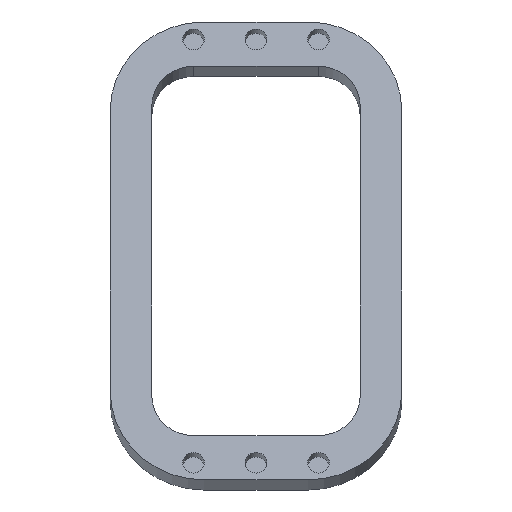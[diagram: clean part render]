
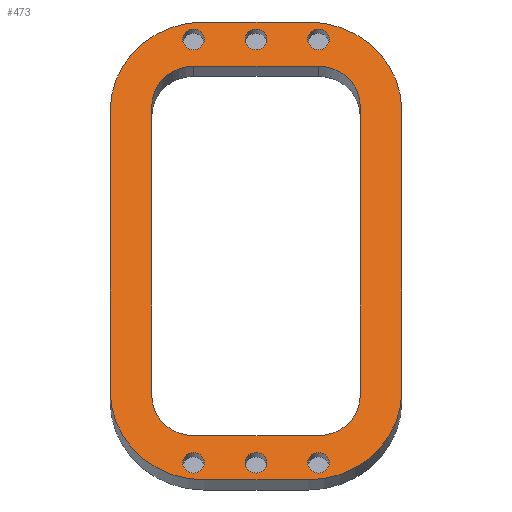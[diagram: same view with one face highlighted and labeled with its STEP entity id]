
A CAD part, front view. The second image highlights one B-rep face of the part: STEP entity #473.
In plain terms, the highlighted planar face has unit normal (0, -0.946, 0.326).
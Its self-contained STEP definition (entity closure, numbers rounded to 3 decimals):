
#16=FACE_BOUND('',#77,.T.);
#17=FACE_BOUND('',#78,.T.);
#18=FACE_BOUND('',#79,.T.);
#19=FACE_BOUND('',#80,.T.);
#20=FACE_BOUND('',#81,.T.);
#21=FACE_BOUND('',#82,.T.);
#22=FACE_BOUND('',#83,.T.);
#27=PLANE('',#527);
#45=FACE_OUTER_BOUND('',#76,.T.);
#76=EDGE_LOOP('',(#357,#358,#359,#360,#361,#362,#363,#364));
#77=EDGE_LOOP('',(#365,#366,#367,#368,#369,#370,#371,#372));
#78=EDGE_LOOP('',(#373));
#79=EDGE_LOOP('',(#374));
#80=EDGE_LOOP('',(#375));
#81=EDGE_LOOP('',(#376));
#82=EDGE_LOOP('',(#377));
#83=EDGE_LOOP('',(#378));
#111=LINE('',#740,#149);
#115=LINE('',#752,#153);
#116=LINE('',#755,#154);
#124=LINE('',#786,#162);
#125=LINE('',#790,#163);
#126=LINE('',#794,#164);
#127=LINE('',#797,#165);
#128=LINE('',#801,#166);
#149=VECTOR('',#583,10.);
#153=VECTOR('',#595,10.);
#154=VECTOR('',#598,10.);
#162=VECTOR('',#624,10.);
#163=VECTOR('',#627,10.);
#164=VECTOR('',#630,10.);
#165=VECTOR('',#633,10.);
#166=VECTOR('',#636,10.);
#183=CIRCLE('',#512,4.);
#186=CIRCLE('',#517,4.);
#193=CIRCLE('',#528,9.);
#194=CIRCLE('',#529,9.);
#195=CIRCLE('',#530,9.);
#196=CIRCLE('',#531,9.);
#197=CIRCLE('',#532,4.);
#198=CIRCLE('',#533,4.);
#199=CIRCLE('',#534,1.05);
#200=CIRCLE('',#535,1.05);
#201=CIRCLE('',#536,1.05);
#202=CIRCLE('',#537,1.05);
#203=CIRCLE('',#538,1.05);
#204=CIRCLE('',#539,1.05);
#211=VERTEX_POINT('',#727);
#212=VERTEX_POINT('',#728);
#216=VERTEX_POINT('',#738);
#218=VERTEX_POINT('',#744);
#220=VERTEX_POINT('',#750);
#221=VERTEX_POINT('',#754);
#233=VERTEX_POINT('',#782);
#234=VERTEX_POINT('',#783);
#235=VERTEX_POINT('',#785);
#236=VERTEX_POINT('',#787);
#237=VERTEX_POINT('',#789);
#238=VERTEX_POINT('',#791);
#239=VERTEX_POINT('',#793);
#240=VERTEX_POINT('',#795);
#241=VERTEX_POINT('',#798);
#242=VERTEX_POINT('',#800);
#243=VERTEX_POINT('',#803);
#244=VERTEX_POINT('',#805);
#245=VERTEX_POINT('',#807);
#246=VERTEX_POINT('',#809);
#247=VERTEX_POINT('',#811);
#248=VERTEX_POINT('',#813);
#255=EDGE_CURVE('',#211,#212,#183,.T.);
#261=EDGE_CURVE('',#212,#216,#111,.F.);
#264=EDGE_CURVE('',#216,#218,#186,.T.);
#267=EDGE_CURVE('',#218,#220,#115,.F.);
#268=EDGE_CURVE('',#221,#211,#116,.F.);
#282=EDGE_CURVE('',#233,#234,#193,.T.);
#283=EDGE_CURVE('',#233,#235,#124,.F.);
#284=EDGE_CURVE('',#236,#235,#194,.T.);
#285=EDGE_CURVE('',#236,#237,#125,.F.);
#286=EDGE_CURVE('',#238,#237,#195,.T.);
#287=EDGE_CURVE('',#238,#239,#126,.F.);
#288=EDGE_CURVE('',#240,#239,#196,.T.);
#289=EDGE_CURVE('',#240,#234,#127,.F.);
#290=EDGE_CURVE('',#220,#241,#197,.T.);
#291=EDGE_CURVE('',#241,#242,#128,.F.);
#292=EDGE_CURVE('',#242,#221,#198,.T.);
#293=EDGE_CURVE('',#243,#243,#199,.T.);
#294=EDGE_CURVE('',#244,#244,#200,.T.);
#295=EDGE_CURVE('',#245,#245,#201,.T.);
#296=EDGE_CURVE('',#246,#246,#202,.T.);
#297=EDGE_CURVE('',#247,#247,#203,.T.);
#298=EDGE_CURVE('',#248,#248,#204,.T.);
#357=ORIENTED_EDGE('',*,*,#282,.F.);
#358=ORIENTED_EDGE('',*,*,#283,.T.);
#359=ORIENTED_EDGE('',*,*,#284,.F.);
#360=ORIENTED_EDGE('',*,*,#285,.T.);
#361=ORIENTED_EDGE('',*,*,#286,.F.);
#362=ORIENTED_EDGE('',*,*,#287,.T.);
#363=ORIENTED_EDGE('',*,*,#288,.F.);
#364=ORIENTED_EDGE('',*,*,#289,.T.);
#365=ORIENTED_EDGE('',*,*,#268,.T.);
#366=ORIENTED_EDGE('',*,*,#255,.T.);
#367=ORIENTED_EDGE('',*,*,#261,.T.);
#368=ORIENTED_EDGE('',*,*,#264,.T.);
#369=ORIENTED_EDGE('',*,*,#267,.T.);
#370=ORIENTED_EDGE('',*,*,#290,.T.);
#371=ORIENTED_EDGE('',*,*,#291,.T.);
#372=ORIENTED_EDGE('',*,*,#292,.T.);
#373=ORIENTED_EDGE('',*,*,#293,.F.);
#374=ORIENTED_EDGE('',*,*,#294,.F.);
#375=ORIENTED_EDGE('',*,*,#295,.F.);
#376=ORIENTED_EDGE('',*,*,#296,.F.);
#377=ORIENTED_EDGE('',*,*,#297,.F.);
#378=ORIENTED_EDGE('',*,*,#298,.F.);
#473=ADVANCED_FACE('',(#45,#16,#17,#18,#19,#20,#21,#22),#27,.T.);
#512=AXIS2_PLACEMENT_3D('',#729,#573,#574);
#517=AXIS2_PLACEMENT_3D('',#746,#589,#590);
#527=AXIS2_PLACEMENT_3D('',#781,#620,#621);
#528=AXIS2_PLACEMENT_3D('',#784,#622,#623);
#529=AXIS2_PLACEMENT_3D('',#788,#625,#626);
#530=AXIS2_PLACEMENT_3D('',#792,#628,#629);
#531=AXIS2_PLACEMENT_3D('',#796,#631,#632);
#532=AXIS2_PLACEMENT_3D('',#799,#634,#635);
#533=AXIS2_PLACEMENT_3D('',#802,#637,#638);
#534=AXIS2_PLACEMENT_3D('',#804,#639,#640);
#535=AXIS2_PLACEMENT_3D('',#806,#641,#642);
#536=AXIS2_PLACEMENT_3D('',#808,#643,#644);
#537=AXIS2_PLACEMENT_3D('',#810,#645,#646);
#538=AXIS2_PLACEMENT_3D('',#812,#647,#648);
#539=AXIS2_PLACEMENT_3D('',#814,#649,#650);
#573=DIRECTION('center_axis',(0.,0.946,-0.326));
#574=DIRECTION('ref_axis',(0.707,0.23,0.669));
#583=DIRECTION('',(0.,0.326,0.946));
#589=DIRECTION('center_axis',(0.,0.946,-0.326));
#590=DIRECTION('ref_axis',(0.707,-0.23,-0.669));
#595=DIRECTION('',(1.,0.,0.));
#598=DIRECTION('',(-1.,0.,0.));
#620=DIRECTION('center_axis',(0.,-0.946,
0.326));
#621=DIRECTION('ref_axis',(0.,0.326,0.946));
#622=DIRECTION('center_axis',(0.,0.946,-0.326));
#623=DIRECTION('ref_axis',(0.707,-0.23,-0.669));
#624=DIRECTION('',(0.,-0.326,-0.946));
#625=DIRECTION('center_axis',(0.,0.946,-0.326));
#626=DIRECTION('ref_axis',(0.707,0.23,0.669));
#627=DIRECTION('',(1.,0.,0.));
#628=DIRECTION('center_axis',(0.,0.946,-0.326));
#629=DIRECTION('ref_axis',(-0.707,0.23,0.669));
#630=DIRECTION('',(0.,0.326,0.946));
#631=DIRECTION('center_axis',(0.,0.946,-0.326));
#632=DIRECTION('ref_axis',(-0.707,-0.23,-0.669));
#633=DIRECTION('',(-1.,0.,0.));
#634=DIRECTION('center_axis',(0.,0.946,-0.326));
#635=DIRECTION('ref_axis',(-0.707,-0.23,-0.669));
#636=DIRECTION('',(0.,-0.326,-0.946));
#637=DIRECTION('center_axis',(0.,0.946,-0.326));
#638=DIRECTION('ref_axis',(-0.707,0.23,0.669));
#639=DIRECTION('center_axis',(0.,-0.946,
0.326));
#640=DIRECTION('ref_axis',(1.,0.,0.));
#641=DIRECTION('center_axis',(0.,-0.946,
0.326));
#642=DIRECTION('ref_axis',(1.,0.,0.));
#643=DIRECTION('center_axis',(0.,-0.946,
0.326));
#644=DIRECTION('ref_axis',(1.,0.,0.));
#645=DIRECTION('center_axis',(0.,-0.946,
0.326));
#646=DIRECTION('ref_axis',(1.,0.,0.));
#647=DIRECTION('center_axis',(0.,-0.946,
0.326));
#648=DIRECTION('ref_axis',(1.,0.,0.));
#649=DIRECTION('center_axis',(0.,-0.946,
0.326));
#650=DIRECTION('ref_axis',(1.,0.,0.));
#727=CARTESIAN_POINT('',(-103.753,48.782,312.082));
#728=CARTESIAN_POINT('',(-99.753,47.479,308.3));
#729=CARTESIAN_POINT('Origin',(-103.753,47.479,308.3));
#738=CARTESIAN_POINT('',(-99.753,37.875,280.407));
#740=CARTESIAN_POINT('',(-99.753,45.241,301.799));
#744=CARTESIAN_POINT('',(-103.753,36.573,276.625));
#746=CARTESIAN_POINT('Origin',(-103.753,37.875,280.407));
#750=CARTESIAN_POINT('',(-115.753,36.573,276.625));
#752=CARTESIAN_POINT('',(-106.003,36.573,276.625));
#754=CARTESIAN_POINT('',(-115.753,48.782,312.082));
#755=CARTESIAN_POINT('',(-113.503,48.782,312.082));
#781=CARTESIAN_POINT('Origin',(-109.753,42.677,294.353));
#782=CARTESIAN_POINT('',(-95.753,38.038,280.88));
#783=CARTESIAN_POINT('',(-104.753,35.108,272.37));
#784=CARTESIAN_POINT('Origin',(-104.753,38.038,280.88));
#785=CARTESIAN_POINT('',(-95.753,47.317,307.827));
#786=CARTESIAN_POINT('',(-95.753,45.241,301.799));
#787=CARTESIAN_POINT('',(-104.753,50.247,316.337));
#788=CARTESIAN_POINT('Origin',(-104.753,47.317,307.827));
#789=CARTESIAN_POINT('',(-114.753,50.247,316.337));
#790=CARTESIAN_POINT('',(-113.503,50.247,316.337));
#791=CARTESIAN_POINT('',(-123.753,47.317,307.827));
#792=CARTESIAN_POINT('Origin',(-114.753,47.317,307.827));
#793=CARTESIAN_POINT('',(-123.753,38.038,280.88));
#794=CARTESIAN_POINT('',(-123.753,40.113,286.907));
#795=CARTESIAN_POINT('',(-114.753,35.108,272.37));
#796=CARTESIAN_POINT('Origin',(-114.753,38.038,280.88));
#797=CARTESIAN_POINT('',(-106.003,35.108,272.37));
#798=CARTESIAN_POINT('',(-119.753,37.875,280.407));
#799=CARTESIAN_POINT('Origin',(-115.753,37.875,280.407));
#800=CARTESIAN_POINT('',(-119.753,47.479,308.3));
#801=CARTESIAN_POINT('',(-119.753,40.113,286.907));
#802=CARTESIAN_POINT('Origin',(-115.753,47.479,308.3));
#803=CARTESIAN_POINT('',(-116.803,49.673,314.672));
#804=CARTESIAN_POINT('Origin',(-115.753,49.673,314.672));
#805=CARTESIAN_POINT('',(-110.803,49.673,314.672));
#806=CARTESIAN_POINT('Origin',(-109.753,49.673,314.672));
#807=CARTESIAN_POINT('',(-104.803,49.673,314.672));
#808=CARTESIAN_POINT('Origin',(-103.753,49.673,314.672));
#809=CARTESIAN_POINT('',(-116.803,35.671,274.006));
#810=CARTESIAN_POINT('Origin',(-115.753,35.671,274.006));
#811=CARTESIAN_POINT('',(-110.803,35.671,274.006));
#812=CARTESIAN_POINT('Origin',(-109.753,35.671,274.006));
#813=CARTESIAN_POINT('',(-104.803,35.671,274.006));
#814=CARTESIAN_POINT('Origin',(-103.753,35.671,274.006));
